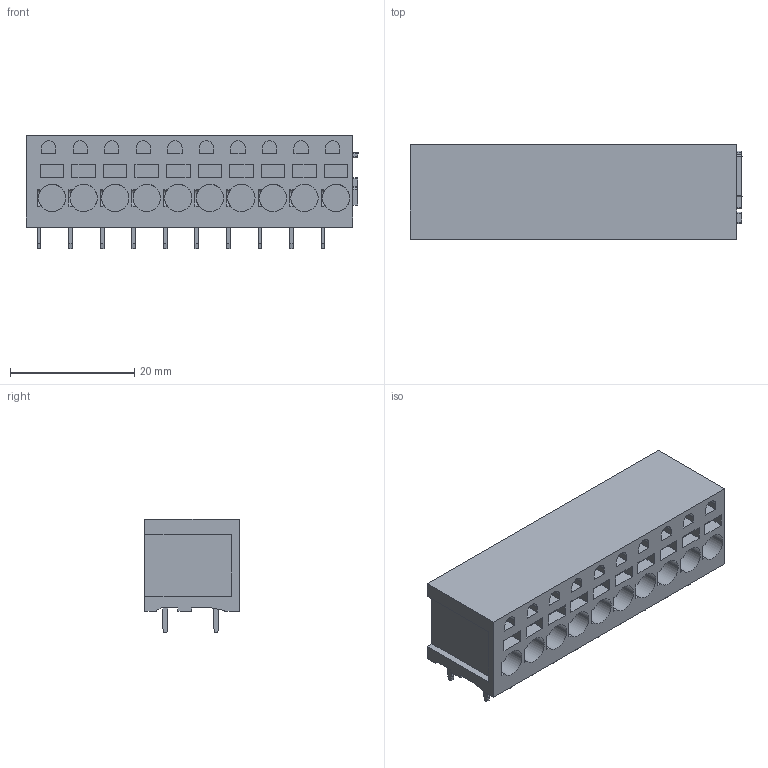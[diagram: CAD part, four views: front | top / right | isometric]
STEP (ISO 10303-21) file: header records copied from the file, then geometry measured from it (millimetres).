
FILE_DESCRIPTION(('CATIA V5 STEP Exchange','CAx-IF Rec.Pracs.--- Model Styling and Organization---1.4--- 2014-01-23'),'2;1');
FILE_NAME ('381997-2_1', '2021-07-14T08:48:53+00:00', ('none'), ('Weidmueller'), 'CATIA Version 5-6 Release 2016 SP3 HF44', 'CATIA V5 STEP AP214', 'none');
FILE_SCHEMA(('AUTOMOTIVE_DESIGN { 1 0 10303 214 1 1 1 1 }'));
Length unit declared in the file: millimetre
Products named in the file (1): 1426410000
Bounding box: 53.45 x 15.2 x 18.3 mm (x, y, z)
Volume: 10350.6 mm3; surface area: 5517.5 mm2
Topology: 21 solids, 21 shells, 404 faces, 987 edges, 658 vertices
Faces by surface type: plane 339, cylinder 65
Entity records: 11572 total; most frequent: CARTESIAN_POINT 2045, ORIENTED_EDGE 1974, DIRECTION 1565, EDGE_CURVE 987, VECTOR 837, LINE 837, VERTEX_POINT 658, EDGE_LOOP 437
